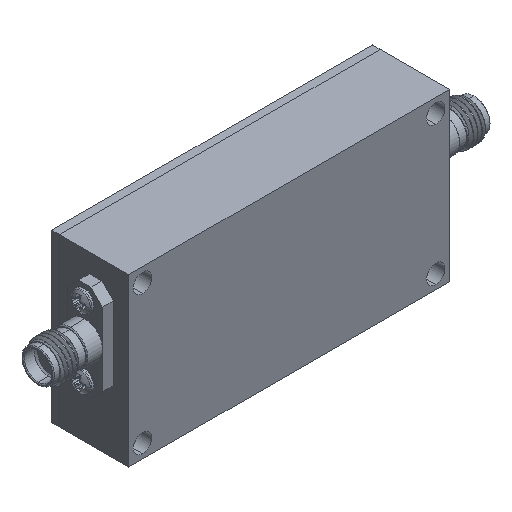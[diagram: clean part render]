
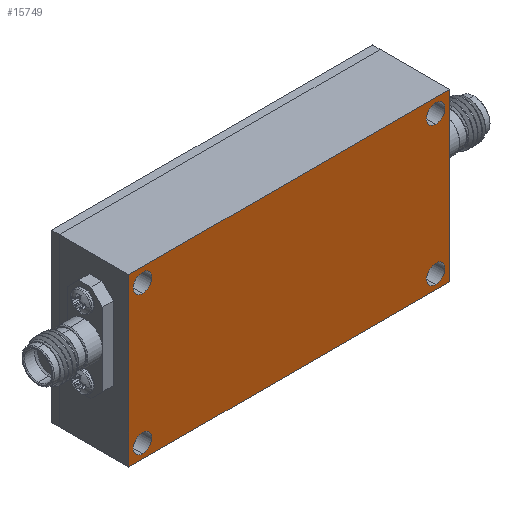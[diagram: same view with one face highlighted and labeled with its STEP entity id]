
A CAD part, isometric view. The second image highlights one B-rep face of the part: STEP entity #15749.
In plain terms, the highlighted planar face has unit normal (0, -1, 0).
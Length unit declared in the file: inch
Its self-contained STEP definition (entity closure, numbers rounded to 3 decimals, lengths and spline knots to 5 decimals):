
#1621 = CARTESIAN_POINT ( 'NONE',  ( -0.95, -0.25, 0.45 ) ) ;
#1912 = CARTESIAN_POINT ( 'NONE',  ( -1.04, -0.25, 0.54 ) ) ;
#3499 = CARTESIAN_POINT ( 'NONE',  ( 0.95, -0.25, -0.39 ) ) ;
#4366 = DIRECTION ( 'NONE',  ( 0., 1., 0. ) ) ;
#4367 = VERTEX_POINT ( 'NONE', #3499 ) ;
#5653 = AXIS2_PLACEMENT_3D ( 'NONE', #15616, #22076, #9649 ) ;
#6047 = VERTEX_POINT ( 'NONE', #76544 ) ;
#6063 = FACE_OUTER_BOUND ( 'NONE', #19283, .T. ) ;
#7387 = VERTEX_POINT ( 'NONE', #60420 ) ;
#7490 = DIRECTION ( 'NONE',  ( 0., 0., -1. ) ) ;
#8803 = VERTEX_POINT ( 'NONE', #62606 ) ;
#8857 = LINE ( 'NONE', #16425, #35806 ) ;
#8974 = EDGE_CURVE ( 'NONE', #31702, #34737, #32680, .T. ) ;
#9377 = DIRECTION ( 'NONE',  ( 0., 1., 0. ) ) ;
#9649 = DIRECTION ( 'NONE',  ( 0., 0., 1. ) ) ;
#9808 = CARTESIAN_POINT ( 'NONE',  ( 1.04, -0.25, 0.54 ) ) ;
#9870 = ORIENTED_EDGE ( 'NONE', *, *, #49624, .T. ) ;
#10275 = AXIS2_PLACEMENT_3D ( 'NONE', #1621, #31245, #24731 ) ;
#10304 = ORIENTED_EDGE ( 'NONE', *, *, #8974, .T. ) ;
#11486 = VECTOR ( 'NONE', #37981, 39.37008 ) ;
#13470 = DIRECTION ( 'NONE',  ( 0., 0., 1. ) ) ;
#13607 = DIRECTION ( 'NONE',  ( 0., 0., -1. ) ) ;
#14210 = DIRECTION ( 'NONE',  ( 0., -1., 0. ) ) ;
#14363 = LINE ( 'NONE', #32023, #52413 ) ;
#14731 = AXIS2_PLACEMENT_3D ( 'NONE', #68170, #9377, #74363 ) ;
#15616 = CARTESIAN_POINT ( 'NONE',  ( 0.95, -0.25, -0.45 ) ) ;
#15749 = ADVANCED_FACE ( 'NONE', ( #33011, #19956, #76437, #60761, #6063 ), #49779, .T. ) ;
#16425 = CARTESIAN_POINT ( 'NONE',  ( -1.04, -0.25, 0.54 ) ) ;
#16709 = DIRECTION ( 'NONE',  ( 0., 0., 1. ) ) ;
#16849 = EDGE_CURVE ( 'NONE', #8803, #4367, #62558, .T. ) ;
#17947 = VECTOR ( 'NONE', #13607, 39.37008 ) ;
#19283 = EDGE_LOOP ( 'NONE', ( #20035, #38386, #62971, #27657 ) ) ;
#19956 = FACE_BOUND ( 'NONE', #72335, .T. ) ;
#20035 = ORIENTED_EDGE ( 'NONE', *, *, #34378, .F. ) ;
#20467 = AXIS2_PLACEMENT_3D ( 'NONE', #60639, #71985, #36582 ) ;
#21883 = EDGE_CURVE ( 'NONE', #48579, #66991, #56471, .T. ) ;
#22076 = DIRECTION ( 'NONE',  ( 0., 1., 0. ) ) ;
#22656 = AXIS2_PLACEMENT_3D ( 'NONE', #39174, #4366, #51581 ) ;
#24731 = DIRECTION ( 'NONE',  ( 0., 0., 1. ) ) ;
#27515 = AXIS2_PLACEMENT_3D ( 'NONE', #43592, #14210, #7490 ) ;
#27657 = ORIENTED_EDGE ( 'NONE', *, *, #68669, .F. ) ;
#27670 = ORIENTED_EDGE ( 'NONE', *, *, #30701, .T. ) ;
#28555 = CARTESIAN_POINT ( 'NONE',  ( -1.04, -0.25, -0.54 ) ) ;
#29111 = ORIENTED_EDGE ( 'NONE', *, *, #51358, .T. ) ;
#29169 = CARTESIAN_POINT ( 'NONE',  ( -0.95, -0.25, -0.45 ) ) ;
#30190 = AXIS2_PLACEMENT_3D ( 'NONE', #43115, #42612, #13470 ) ;
#30701 = EDGE_CURVE ( 'NONE', #4367, #8803, #53651, .T. ) ;
#31166 = VERTEX_POINT ( 'NONE', #1912 ) ;
#31245 = DIRECTION ( 'NONE',  ( 0., 1., 0. ) ) ;
#31702 = VERTEX_POINT ( 'NONE', #53996 ) ;
#32023 = CARTESIAN_POINT ( 'NONE',  ( -1.04, -0.25, -0.54 ) ) ;
#32680 = CIRCLE ( 'NONE', #69532, 0.06 ) ;
#33011 = FACE_BOUND ( 'NONE', #36217, .T. ) ;
#34378 = EDGE_CURVE ( 'NONE', #38108, #6047, #58831, .T. ) ;
#34737 = VERTEX_POINT ( 'NONE', #65412 ) ;
#35683 = AXIS2_PLACEMENT_3D ( 'NONE', #75257, #69588, #16709 ) ;
#35689 = DIRECTION ( 'NONE',  ( 1., 0., 0. ) ) ;
#35806 = VECTOR ( 'NONE', #35689, 39.37008 ) ;
#36217 = EDGE_LOOP ( 'NONE', ( #75739, #10304 ) ) ;
#36582 = DIRECTION ( 'NONE',  ( 0., 0., 1. ) ) ;
#37981 = DIRECTION ( 'NONE',  ( 0., 0., 1. ) ) ;
#38108 = VERTEX_POINT ( 'NONE', #9808 ) ;
#38386 = ORIENTED_EDGE ( 'NONE', *, *, #76678, .F. ) ;
#39174 = CARTESIAN_POINT ( 'NONE',  ( 0.95, -0.25, 0.45 ) ) ;
#42612 = DIRECTION ( 'NONE',  ( 0., 1., 0. ) ) ;
#43115 = CARTESIAN_POINT ( 'NONE',  ( -0.95, -0.25, -0.45 ) ) ;
#43592 = CARTESIAN_POINT ( 'NONE',  ( 0., -0.25, 0. ) ) ;
#47640 = ORIENTED_EDGE ( 'NONE', *, *, #21883, .T. ) ;
#48579 = VERTEX_POINT ( 'NONE', #57483 ) ;
#49100 = CARTESIAN_POINT ( 'NONE',  ( -0.95, -0.25, 0.39 ) ) ;
#49624 = EDGE_CURVE ( 'NONE', #7387, #51377, #60950, .T. ) ;
#49779 = PLANE ( 'NONE',  #27515 ) ;
#50031 = CIRCLE ( 'NONE', #35683, 0.06 ) ;
#51358 = EDGE_CURVE ( 'NONE', #51377, #7387, #70958, .T. ) ;
#51377 = VERTEX_POINT ( 'NONE', #49100 ) ;
#51581 = DIRECTION ( 'NONE',  ( 0., 0., 1. ) ) ;
#52413 = VECTOR ( 'NONE', #74146, 39.37008 ) ;
#52736 = CARTESIAN_POINT ( 'NONE',  ( 0.95, -0.25, 0.51 ) ) ;
#53651 = CIRCLE ( 'NONE', #20467, 0.06 ) ;
#53996 = CARTESIAN_POINT ( 'NONE',  ( -0.95, -0.25, -0.51 ) ) ;
#54479 = EDGE_CURVE ( 'NONE', #67763, #31166, #57887, .T. ) ;
#54601 = CARTESIAN_POINT ( 'NONE',  ( 1.04, -0.25, 0.54 ) ) ;
#56471 = CIRCLE ( 'NONE', #22656, 0.06 ) ;
#57483 = CARTESIAN_POINT ( 'NONE',  ( 0.95, -0.25, 0.39 ) ) ;
#57887 = LINE ( 'NONE', #73402, #11486 ) ;
#58831 = LINE ( 'NONE', #54601, #17947 ) ;
#60182 = ORIENTED_EDGE ( 'NONE', *, *, #63127, .T. ) ;
#60420 = CARTESIAN_POINT ( 'NONE',  ( -0.95, -0.25, 0.51 ) ) ;
#60639 = CARTESIAN_POINT ( 'NONE',  ( 0.95, -0.25, -0.45 ) ) ;
#60761 = FACE_BOUND ( 'NONE', #73875, .T. ) ;
#60950 = CIRCLE ( 'NONE', #14731, 0.06 ) ;
#62558 = CIRCLE ( 'NONE', #5653, 0.06 ) ;
#62606 = CARTESIAN_POINT ( 'NONE',  ( 0.95, -0.25, -0.51 ) ) ;
#62971 = ORIENTED_EDGE ( 'NONE', *, *, #54479, .F. ) ;
#62982 = CIRCLE ( 'NONE', #30190, 0.06 ) ;
#63127 = EDGE_CURVE ( 'NONE', #66991, #48579, #50031, .T. ) ;
#63850 = EDGE_CURVE ( 'NONE', #34737, #31702, #62982, .T. ) ;
#64739 = ORIENTED_EDGE ( 'NONE', *, *, #16849, .T. ) ;
#65412 = CARTESIAN_POINT ( 'NONE',  ( -0.95, -0.25, -0.39 ) ) ;
#66991 = VERTEX_POINT ( 'NONE', #52736 ) ;
#67763 = VERTEX_POINT ( 'NONE', #28555 ) ;
#68170 = CARTESIAN_POINT ( 'NONE',  ( -0.95, -0.25, 0.45 ) ) ;
#68669 = EDGE_CURVE ( 'NONE', #6047, #67763, #14363, .T. ) ;
#69532 = AXIS2_PLACEMENT_3D ( 'NONE', #29169, #70531, #72859 ) ;
#69588 = DIRECTION ( 'NONE',  ( 0., 1., 0. ) ) ;
#70531 = DIRECTION ( 'NONE',  ( 0., 1., 0. ) ) ;
#70958 = CIRCLE ( 'NONE', #10275, 0.06 ) ;
#71985 = DIRECTION ( 'NONE',  ( 0., 1., 0. ) ) ;
#72335 = EDGE_LOOP ( 'NONE', ( #27670, #64739 ) ) ;
#72817 = EDGE_LOOP ( 'NONE', ( #9870, #29111 ) ) ;
#72859 = DIRECTION ( 'NONE',  ( 0., 0., 1. ) ) ;
#73402 = CARTESIAN_POINT ( 'NONE',  ( -1.04, -0.25, 0.54 ) ) ;
#73875 = EDGE_LOOP ( 'NONE', ( #60182, #47640 ) ) ;
#74146 = DIRECTION ( 'NONE',  ( -1., 0., 0. ) ) ;
#74363 = DIRECTION ( 'NONE',  ( 0., 0., 1. ) ) ;
#75257 = CARTESIAN_POINT ( 'NONE',  ( 0.95, -0.25, 0.45 ) ) ;
#75739 = ORIENTED_EDGE ( 'NONE', *, *, #63850, .T. ) ;
#76437 = FACE_BOUND ( 'NONE', #72817, .T. ) ;
#76544 = CARTESIAN_POINT ( 'NONE',  ( 1.04, -0.25, -0.54 ) ) ;
#76678 = EDGE_CURVE ( 'NONE', #31166, #38108, #8857, .T. ) ;
